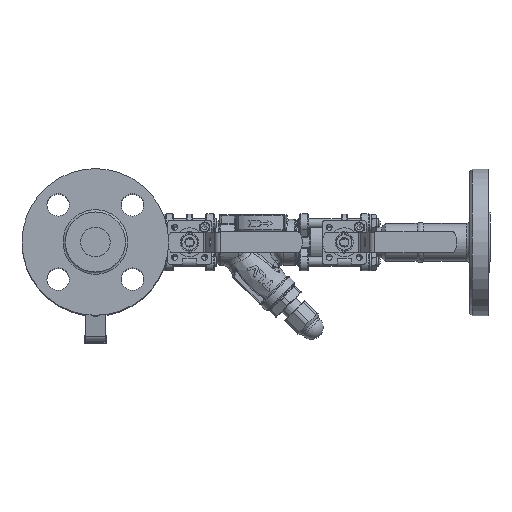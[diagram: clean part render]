
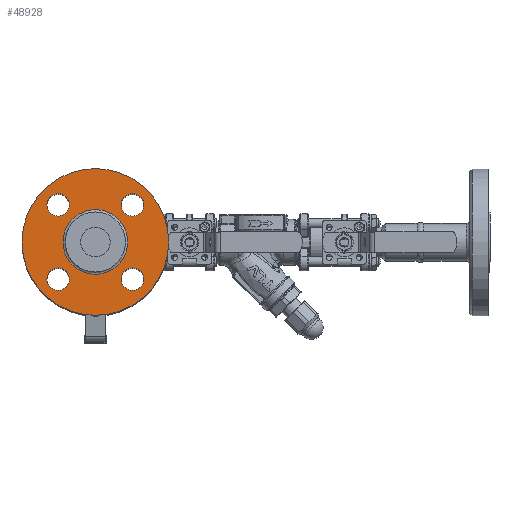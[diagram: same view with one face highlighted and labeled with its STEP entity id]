
A CAD part, top view. The second image highlights one B-rep face of the part: STEP entity #48928.
In plain terms, the highlighted planar face has unit normal (0, 0, 1).
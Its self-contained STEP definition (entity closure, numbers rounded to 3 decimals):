
#9015=FACE_BOUND('',#16247,.T.);
#9016=FACE_BOUND('',#16248,.T.);
#9017=FACE_BOUND('',#16249,.T.);
#9018=FACE_BOUND('',#16250,.T.);
#9019=FACE_BOUND('',#16251,.T.);
#9639=PLANE('',#53441);
#13041=FACE_OUTER_BOUND('',#16246,.T.);
#16246=EDGE_LOOP('',(#39914));
#16247=EDGE_LOOP('',(#39915));
#16248=EDGE_LOOP('',(#39916));
#16249=EDGE_LOOP('',(#39917));
#16250=EDGE_LOOP('',(#39918));
#16251=EDGE_LOOP('',(#39919));
#19401=CIRCLE('',#53426,62.);
#19403=CIRCLE('',#53430,9.5);
#19405=CIRCLE('',#53433,9.5);
#19407=CIRCLE('',#53436,9.5);
#19409=CIRCLE('',#53439,9.5);
#19411=CIRCLE('',#53442,27.336);
#22815=VERTEX_POINT('',#87641);
#22817=VERTEX_POINT('',#87649);
#22819=VERTEX_POINT('',#87655);
#22821=VERTEX_POINT('',#87661);
#22823=VERTEX_POINT('',#87667);
#22825=VERTEX_POINT('',#87673);
#28807=EDGE_CURVE('',#22815,#22815,#19401,.T.);
#28810=EDGE_CURVE('',#22817,#22817,#19403,.T.);
#28813=EDGE_CURVE('',#22819,#22819,#19405,.T.);
#28816=EDGE_CURVE('',#22821,#22821,#19407,.T.);
#28819=EDGE_CURVE('',#22823,#22823,#19409,.T.);
#28822=EDGE_CURVE('',#22825,#22825,#19411,.T.);
#39914=ORIENTED_EDGE('',*,*,#28807,.F.);
#39915=ORIENTED_EDGE('',*,*,#28810,.T.);
#39916=ORIENTED_EDGE('',*,*,#28813,.T.);
#39917=ORIENTED_EDGE('',*,*,#28816,.T.);
#39918=ORIENTED_EDGE('',*,*,#28819,.T.);
#39919=ORIENTED_EDGE('',*,*,#28822,.F.);
#48928=ADVANCED_FACE('',(#13041,#9015,#9016,#9017,#9018,#9019),#9639,.F.);
#53426=AXIS2_PLACEMENT_3D('',#87643,#63360,#63361);
#53430=AXIS2_PLACEMENT_3D('',#87650,#63369,#63370);
#53433=AXIS2_PLACEMENT_3D('',#87656,#63376,#63377);
#53436=AXIS2_PLACEMENT_3D('',#87662,#63383,#63384);
#53439=AXIS2_PLACEMENT_3D('',#87668,#63390,#63391);
#53441=AXIS2_PLACEMENT_3D('',#87672,#63395,#63396);
#53442=AXIS2_PLACEMENT_3D('',#87674,#63397,#63398);
#63360=DIRECTION('center_axis',(0.,0.,
-1.));
#63361=DIRECTION('ref_axis',(1.,0.,0.));
#63369=DIRECTION('center_axis',(0.,0.,
-1.));
#63370=DIRECTION('ref_axis',(-1.,0.,0.));
#63376=DIRECTION('center_axis',(0.,0.,
-1.));
#63377=DIRECTION('ref_axis',(0.,1.,0.));
#63383=DIRECTION('center_axis',(0.,0.,
-1.));
#63384=DIRECTION('ref_axis',(1.,0.,0.));
#63390=DIRECTION('center_axis',(0.,0.,
-1.));
#63391=DIRECTION('ref_axis',(0.,-1.,0.));
#63395=DIRECTION('center_axis',(0.,0.,
-1.));
#63396=DIRECTION('ref_axis',(1.,0.,0.));
#63397=DIRECTION('center_axis',(0.,0.,
1.));
#63398=DIRECTION('ref_axis',(-1.,0.,0.));
#87641=CARTESIAN_POINT('',(-207.036,18.833,210.983));
#87643=CARTESIAN_POINT('Origin',(-145.036,18.833,210.983));
#87649=CARTESIAN_POINT('',(-166.967,-12.598,210.983));
#87650=CARTESIAN_POINT('Origin',(-176.467,-12.598,210.983));
#87655=CARTESIAN_POINT('',(-176.467,40.764,210.983));
#87656=CARTESIAN_POINT('Origin',(-176.467,50.264,210.983));
#87661=CARTESIAN_POINT('',(-123.105,50.264,210.983));
#87662=CARTESIAN_POINT('Origin',(-113.605,50.264,210.983));
#87667=CARTESIAN_POINT('',(-113.605,-3.098,210.983));
#87668=CARTESIAN_POINT('Origin',(-113.605,-12.598,210.983));
#87672=CARTESIAN_POINT('Origin',(-145.036,18.833,210.983));
#87673=CARTESIAN_POINT('',(-117.699,18.833,210.983));
#87674=CARTESIAN_POINT('Origin',(-145.036,18.833,210.983));
